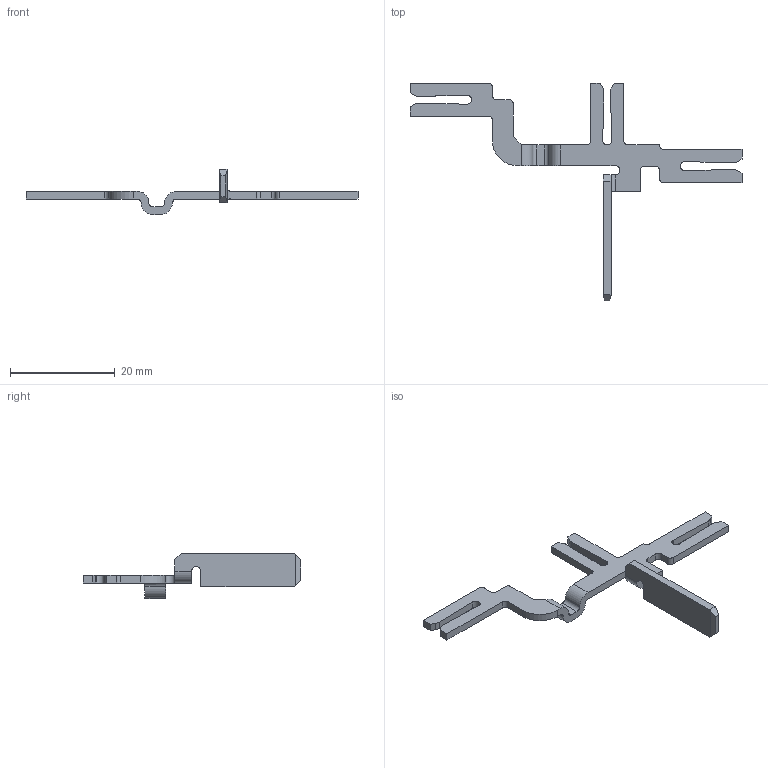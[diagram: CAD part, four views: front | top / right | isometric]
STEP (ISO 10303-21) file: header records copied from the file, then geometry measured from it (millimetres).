
FILE_DESCRIPTION (( 'STEP AP203' ), '1' );
FILE_NAME ('82650.STEP', '2015-02-24T15:31:15', ( '' ), ( '' ), 'SwSTEP 2.0', 'SolidWorks 2014', '' );
FILE_SCHEMA (( 'CONFIG_CONTROL_DESIGN' ));
Length unit declared in the file: inch
Products named in the file (1): 82650
Bounding box: 63.5 x 41.66 x 8.64 mm (x, y, z)
Volume: 822 mm3; surface area: 1594 mm2
Topology: 1 solids, 1 shells, 92 faces, 266 edges, 176 vertices
Faces by surface type: plane 55, cylinder 37
Entity records: 3111 total; most frequent: CARTESIAN_POINT 541, ORIENTED_EDGE 532, DIRECTION 524, EDGE_CURVE 266, LINE 190, VECTOR 190, VERTEX_POINT 176, AXIS2_PLACEMENT_3D 167
